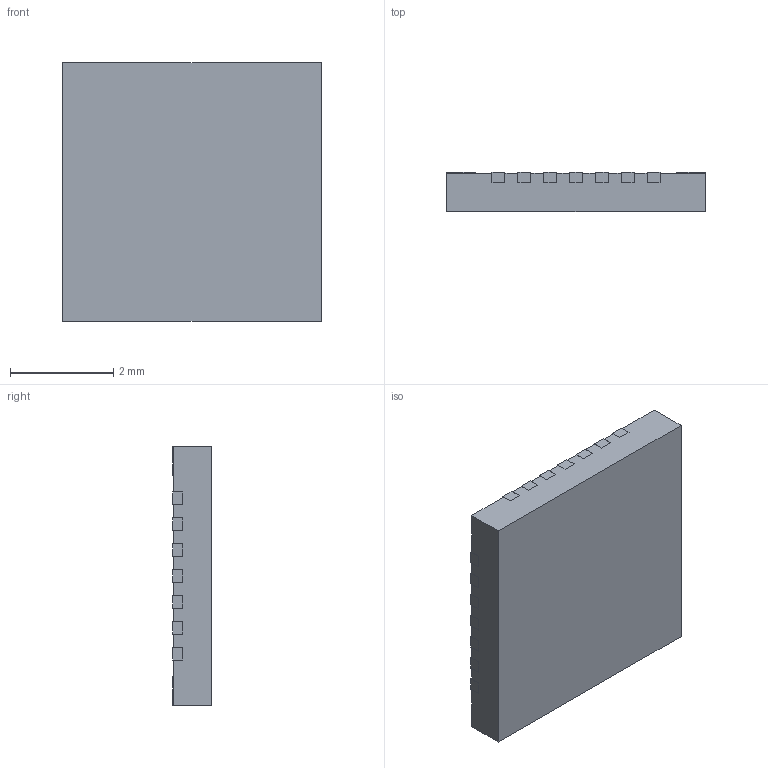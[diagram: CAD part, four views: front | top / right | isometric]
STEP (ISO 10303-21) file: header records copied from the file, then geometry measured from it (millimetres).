
FILE_DESCRIPTION (( 'STEP AP214' ), '1' );
FILE_NAME ('MAX5971AETI+T.STEP', '2022-09-08T10:06:50', ( '' ), ( '' ), 'SwSTEP 2.0', 'SolidWorks 2021', '' );
FILE_SCHEMA (( 'AUTOMOTIVE_DESIGN' ));
Length unit declared in the file: millimetre
Products named in the file (1): MAX5971AETI+T
Bounding box: 5 x 0.75 x 5 mm (x, y, z)
Volume: 18.3 mm3; surface area: 86.9 mm2
Topology: 29 solids, 29 shells, 292 faces, 699 edges, 466 vertices
Faces by surface type: plane 292
Entity records: 10549 total; most frequent: CARTESIAN_POINT 1458, ORIENTED_EDGE 1398, DIRECTION 1285, EDGE_CURVE 699, VECTOR 699, LINE 699, VERTEX_POINT 466, EDGE_LOOP 293
